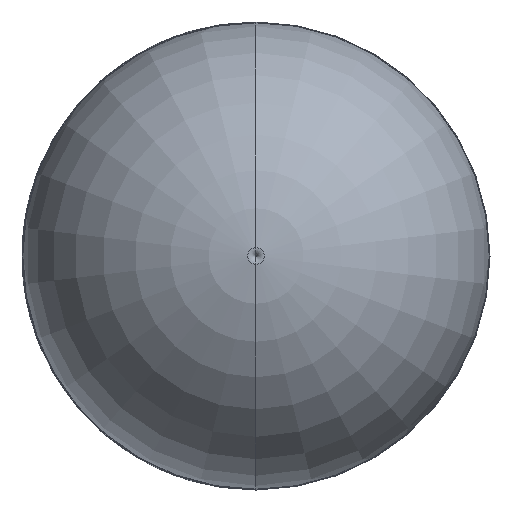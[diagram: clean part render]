
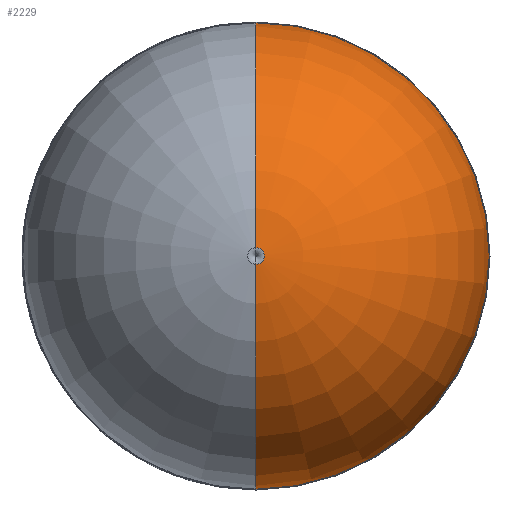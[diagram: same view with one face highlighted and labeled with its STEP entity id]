
A CAD part, left-side view. The second image highlights one B-rep face of the part: STEP entity #2229.
In plain terms, the highlighted toroidal (fillet/blend) face has major radius 0.027 mm and minor radius 12.486 mm.
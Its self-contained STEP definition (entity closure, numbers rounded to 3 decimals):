
#176 = AXIS2_PLACEMENT_3D ( 'NONE', #2774, #2356, #3630 ) ;
#285 = FACE_OUTER_BOUND ( 'NONE', #728, .T. ) ;
#478 = AXIS2_PLACEMENT_3D ( 'NONE', #2777, #1928, #3761 ) ;
#538 = CIRCLE ( 'NONE', #478, 12.486 ) ;
#728 = EDGE_LOOP ( 'NONE', ( #3541, #3666, #2460, #925 ) ) ;
#753 = CIRCLE ( 'NONE', #1324, 12.486 ) ;
#925 = ORIENTED_EDGE ( 'NONE', *, *, #1627, .F. ) ;
#1157 = EDGE_CURVE ( 'NONE', #1835, #3643, #538, .T. ) ;
#1189 = TOROIDAL_SURFACE ( 'NONE', #3943, -0.027, 12.486 ) ;
#1293 = CARTESIAN_POINT ( 'NONE',  ( 0.038, 0., 0. ) ) ;
#1324 = AXIS2_PLACEMENT_3D ( 'NONE', #3215, #2313, #2917 ) ;
#1391 = CIRCLE ( 'NONE', #3947, 0.446 ) ;
#1448 = CARTESIAN_POINT ( 'NONE',  ( 12.515, 0., 0. ) ) ;
#1627 = EDGE_CURVE ( 'NONE', #2703, #3643, #1391, .T. ) ;
#1835 = VERTEX_POINT ( 'NONE', #3820 ) ;
#1919 = EDGE_CURVE ( 'NONE', #2764, #1835, #3132, .T. ) ;
#1923 = DIRECTION ( 'NONE',  ( 0., 0., 1. ) ) ;
#1928 = DIRECTION ( 'NONE',  ( 0., -1., 0. ) ) ;
#2229 = ADVANCED_FACE ( 'NONE', ( #285 ), #1189, .T. ) ;
#2313 = DIRECTION ( 'NONE',  ( 0., 1., 0. ) ) ;
#2353 = DIRECTION ( 'NONE',  ( 0., 0., 1. ) ) ;
#2356 = DIRECTION ( 'NONE',  ( -1., 0., 0. ) ) ;
#2460 = ORIENTED_EDGE ( 'NONE', *, *, #1157, .T. ) ;
#2582 = EDGE_CURVE ( 'NONE', #2764, #2703, #753, .T. ) ;
#2648 = CARTESIAN_POINT ( 'NONE',  ( 12.492, 0., -12.459 ) ) ;
#2703 = VERTEX_POINT ( 'NONE', #3050 ) ;
#2764 = VERTEX_POINT ( 'NONE', #2648 ) ;
#2774 = CARTESIAN_POINT ( 'NONE',  ( 12.492, 0., 0. ) ) ;
#2777 = CARTESIAN_POINT ( 'NONE',  ( 12.515, 0., -0.027 ) ) ;
#2917 = DIRECTION ( 'NONE',  ( 0., 0., 1. ) ) ;
#3050 = CARTESIAN_POINT ( 'NONE',  ( 0.038, 0., -0.446 ) ) ;
#3132 = CIRCLE ( 'NONE', #176, 12.459 ) ;
#3215 = CARTESIAN_POINT ( 'NONE',  ( 12.515, 0., 0.027 ) ) ;
#3268 = CARTESIAN_POINT ( 'NONE',  ( 0.038, 0., 0.446 ) ) ;
#3445 = DIRECTION ( 'NONE',  ( -1., 0., 0. ) ) ;
#3541 = ORIENTED_EDGE ( 'NONE', *, *, #2582, .F. ) ;
#3630 = DIRECTION ( 'NONE',  ( 0., 0., 1. ) ) ;
#3643 = VERTEX_POINT ( 'NONE', #3268 ) ;
#3666 = ORIENTED_EDGE ( 'NONE', *, *, #1919, .T. ) ;
#3761 = DIRECTION ( 'NONE',  ( 0., 0., -1. ) ) ;
#3820 = CARTESIAN_POINT ( 'NONE',  ( 12.492, 0., 12.459 ) ) ;
#3906 = DIRECTION ( 'NONE',  ( -1., 0., 0. ) ) ;
#3943 = AXIS2_PLACEMENT_3D ( 'NONE', #1448, #3906, #2353 ) ;
#3947 = AXIS2_PLACEMENT_3D ( 'NONE', #1293, #3445, #1923 ) ;
